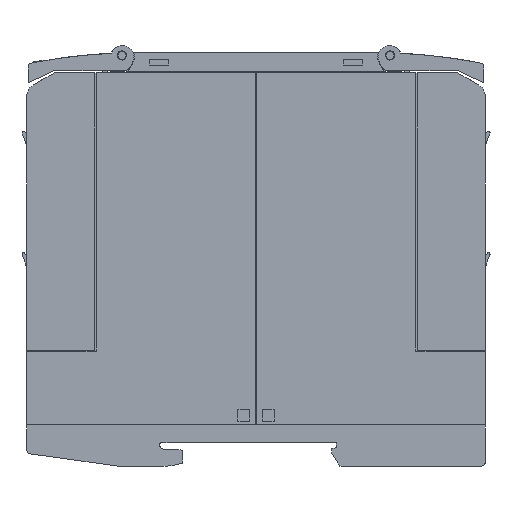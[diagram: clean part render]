
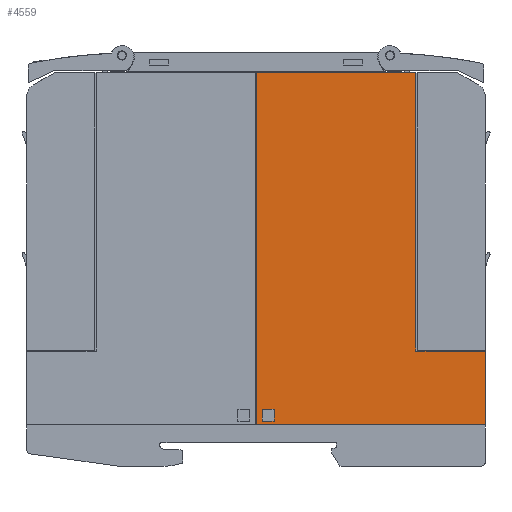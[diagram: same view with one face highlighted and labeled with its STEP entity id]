
A CAD part, left-side view. The second image highlights one B-rep face of the part: STEP entity #4559.
In plain terms, the highlighted planar face has unit normal (-1, 0, 0).
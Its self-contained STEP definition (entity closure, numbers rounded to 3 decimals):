
#4559=ADVANCED_FACE('',(#9278,#9279),#9280,.T.);
#9278=FACE_BOUND('',#14064,.T.);
#9279=FACE_OUTER_BOUND('',#14065,.T.);
#9280=PLANE('',#14066);
#14064=EDGE_LOOP('',(#28651,#28652,#28653,#28654));
#14065=EDGE_LOOP('',(#28655,#28656,#28657,#28658,#28659,#28660));
#14066=AXIS2_PLACEMENT_3D('',#28661,#28662,#28663);
#28651=ORIENTED_EDGE('',*,*,#35016,.T.);
#28652=ORIENTED_EDGE('',*,*,#34992,.T.);
#28653=ORIENTED_EDGE('',*,*,#35000,.T.);
#28654=ORIENTED_EDGE('',*,*,#35013,.T.);
#28655=ORIENTED_EDGE('',*,*,#29869,.T.);
#28656=ORIENTED_EDGE('',*,*,#35018,.T.);
#28657=ORIENTED_EDGE('',*,*,#35026,.T.);
#28658=ORIENTED_EDGE('',*,*,#35006,.F.);
#28659=ORIENTED_EDGE('',*,*,#35027,.T.);
#28660=ORIENTED_EDGE('',*,*,#35022,.T.);
#28661=CARTESIAN_POINT('',(0.0,25.98,9.001));
#28662=DIRECTION('',(-1.0,0.0,0.0));
#28663=DIRECTION('',(0.0,-1.0,0.0));
#29869=EDGE_CURVE('',#36147,#36151,#36153,.T.);
#34992=EDGE_CURVE('',#43760,#43758,#43761,.T.);
#35000=EDGE_CURVE('',#43758,#43769,#43771,.T.);
#35006=EDGE_CURVE('',#43780,#43782,#43783,.T.);
#35013=EDGE_CURVE('',#43769,#43792,#43794,.T.);
#35016=EDGE_CURVE('',#43792,#43760,#43797,.T.);
#35018=EDGE_CURVE('',#36151,#43799,#43800,.T.);
#35022=EDGE_CURVE('',#43805,#36147,#43806,.T.);
#35026=EDGE_CURVE('',#43799,#43782,#43811,.T.);
#35027=EDGE_CURVE('',#43780,#43805,#43812,.T.);
#36147=VERTEX_POINT('',#45522);
#36151=VERTEX_POINT('',#45528);
#36153=LINE('',#45531,#45532);
#43758=VERTEX_POINT('',#56951);
#43760=VERTEX_POINT('',#56954);
#43761=LINE('',#56955,#56956);
#43769=VERTEX_POINT('',#56968);
#43771=LINE('',#56971,#56972);
#43780=VERTEX_POINT('',#56984);
#43782=VERTEX_POINT('',#56987);
#43783=LINE('',#56988,#56989);
#43792=VERTEX_POINT('',#57002);
#43794=LINE('',#57005,#57006);
#43797=LINE('',#57010,#57011);
#43799=VERTEX_POINT('',#57013);
#43800=LINE('',#57014,#57015);
#43805=VERTEX_POINT('',#57022);
#43806=LINE('',#57023,#57024);
#43811=LINE('',#57031,#57032);
#43812=LINE('',#57033,#57034);
#45522=CARTESIAN_POINT('',(0.0,1.03,25.101));
#45528=CARTESIAN_POINT('',(0.0,16.13,25.101));
#45531=CARTESIAN_POINT('',(0.0,17.255,25.101));
#45532=VECTOR('',#58067,1.0);
#56951=CARTESIAN_POINT('',(0.0,47.03,12.401));
#56954=CARTESIAN_POINT('',(0.0,49.63,12.401));
#56955=CARTESIAN_POINT('',(0.0,37.155,12.401));
#56956=VECTOR('',#62751,1.0);
#56968=CARTESIAN_POINT('',(0.0,47.03,9.801));
#56971=CARTESIAN_POINT('',(0.0,47.03,10.051));
#56972=VECTOR('',#62757,1.0);
#56984=CARTESIAN_POINT('',(0.0,50.93,9.001));
#56987=CARTESIAN_POINT('',(0.0,50.93,85.801));
#56988=CARTESIAN_POINT('',(0.0,50.93,9.001));
#56989=VECTOR('',#62762,1.0);
#57002=CARTESIAN_POINT('',(0.0,49.63,9.801));
#57005=CARTESIAN_POINT('',(0.0,37.155,9.801));
#57006=VECTOR('',#62768,1.0);
#57010=CARTESIAN_POINT('',(0.0,49.63,10.051));
#57011=VECTOR('',#62770,1.0);
#57013=CARTESIAN_POINT('',(0.0,16.13,85.801));
#57014=CARTESIAN_POINT('',(0.0,16.13,32.226));
#57015=VECTOR('',#62771,1.0);
#57022=CARTESIAN_POINT('',(0.0,1.03,9.001));
#57023=CARTESIAN_POINT('',(0.0,1.03,9.001));
#57024=VECTOR('',#62774,1.0);
#57031=CARTESIAN_POINT('',(0.0,50.93,85.801));
#57032=VECTOR('',#62777,1.0);
#57033=CARTESIAN_POINT('',(0.0,50.93,9.001));
#57034=VECTOR('',#62778,1.0);
#58067=DIRECTION('',(0.0,1.0,-0.0));
#62751=DIRECTION('',(-0.0,-1.0,-0.0));
#62757=DIRECTION('',(-0.0,-0.0,-1.0));
#62762=DIRECTION('',(0.0,0.0,1.0));
#62768=DIRECTION('',(0.0,1.0,-0.0));
#62770=DIRECTION('',(0.0,0.0,1.0));
#62771=DIRECTION('',(0.0,0.0,1.0));
#62774=DIRECTION('',(0.0,0.0,1.0));
#62777=DIRECTION('',(0.0,1.0,-0.0));
#62778=DIRECTION('',(0.0,-1.0,0.0));
